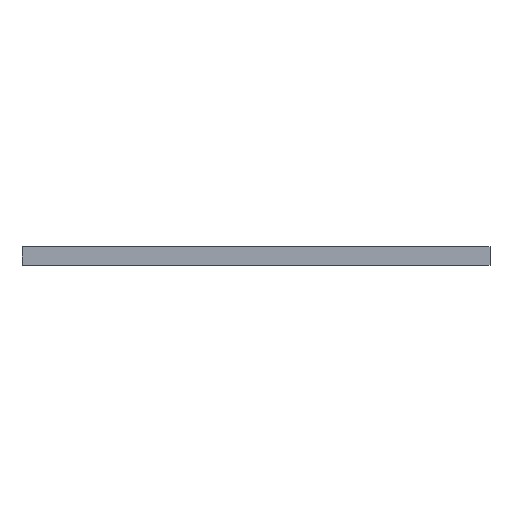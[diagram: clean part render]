
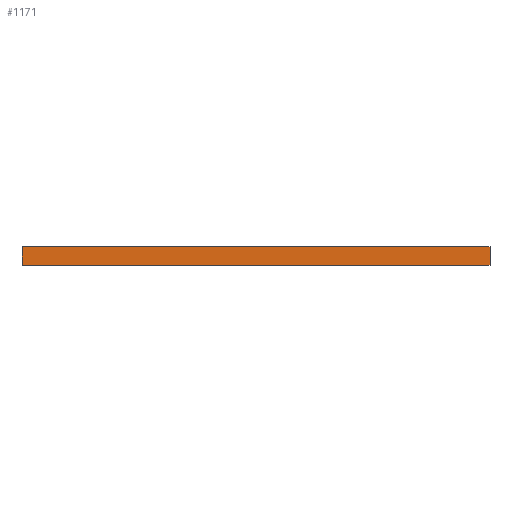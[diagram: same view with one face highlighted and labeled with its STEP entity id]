
A CAD part, front view. The second image highlights one B-rep face of the part: STEP entity #1171.
In plain terms, the highlighted planar face has unit normal (0, -1, 0).
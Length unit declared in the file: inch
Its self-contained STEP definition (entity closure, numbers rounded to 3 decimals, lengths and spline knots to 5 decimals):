
#242=FACE_OUTER_BOUND('',#297,.T.);
#297=EDGE_LOOP('',(#843,#844,#845,#846));
#440=LINE('',#1757,#509);
#441=LINE('',#1759,#510);
#442=LINE('',#1761,#511);
#443=LINE('',#1762,#512);
#509=VECTOR('',#1393,0.3937);
#510=VECTOR('',#1394,0.3937);
#511=VECTOR('',#1395,0.3937);
#512=VECTOR('',#1396,0.3937);
#578=VERTEX_POINT('',#1755);
#579=VERTEX_POINT('',#1756);
#580=VERTEX_POINT('',#1758);
#581=VERTEX_POINT('',#1760);
#684=EDGE_CURVE('',#578,#579,#440,.T.);
#685=EDGE_CURVE('',#579,#580,#441,.T.);
#686=EDGE_CURVE('',#580,#581,#442,.T.);
#687=EDGE_CURVE('',#581,#578,#443,.T.);
#843=ORIENTED_EDGE('',*,*,#684,.T.);
#844=ORIENTED_EDGE('',*,*,#685,.T.);
#845=ORIENTED_EDGE('',*,*,#686,.T.);
#846=ORIENTED_EDGE('',*,*,#687,.T.);
#1161=PLANE('',#1241);
#1171=ADVANCED_FACE('',(#242),#1161,.T.);
#1241=AXIS2_PLACEMENT_3D('',#1754,#1391,#1392);
#1391=DIRECTION('center_axis',(0.,-1.,0.));
#1392=DIRECTION('ref_axis',(0.,0.,-1.));
#1393=DIRECTION('',(-1.,0.,0.));
#1394=DIRECTION('',(0.,0.,-1.));
#1395=DIRECTION('',(1.,0.,0.));
#1396=DIRECTION('',(0.,0.,1.));
#1754=CARTESIAN_POINT('Origin',(4.08465,-2.76772,0.03937));
#1755=CARTESIAN_POINT('',(4.08465,-2.76772,0.03937));
#1756=CARTESIAN_POINT('',(-0.83661,-2.76772,0.03937));
#1757=CARTESIAN_POINT('',(-0.83661,-2.76772,0.03937));
#1758=CARTESIAN_POINT('',(-0.83661,-2.76772,-0.15748));
#1759=CARTESIAN_POINT('',(-0.83661,-2.76772,0.03937));
#1760=CARTESIAN_POINT('',(4.08465,-2.76772,-0.15748));
#1761=CARTESIAN_POINT('',(-0.83661,-2.76772,-0.15748));
#1762=CARTESIAN_POINT('',(4.08465,-2.76772,0.03937));
